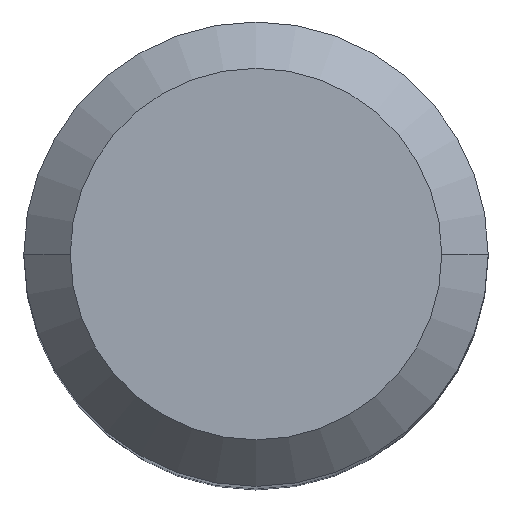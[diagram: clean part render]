
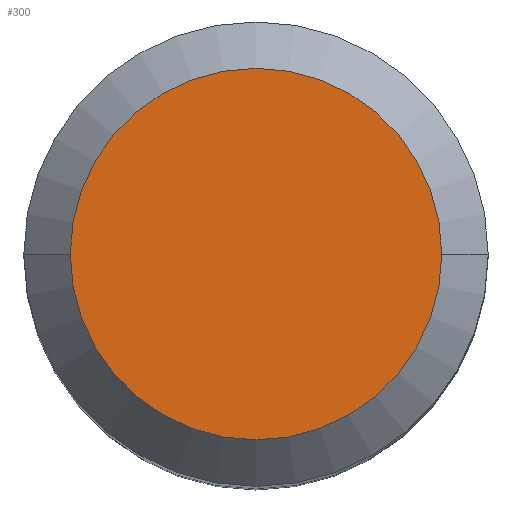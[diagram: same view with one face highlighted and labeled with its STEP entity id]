
A CAD part, top view. The second image highlights one B-rep face of the part: STEP entity #300.
In plain terms, the highlighted planar face has unit normal (0, 0, 1).
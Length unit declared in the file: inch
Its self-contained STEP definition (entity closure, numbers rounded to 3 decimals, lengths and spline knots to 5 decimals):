
#3 = CARTESIAN_POINT ( 'NONE',  ( 0.25196, 0., 0. ) ) ;
#22 = EDGE_CURVE ( 'NONE', #470, #327, #127, .T. ) ;
#27 = ORIENTED_EDGE ( 'NONE', *, *, #68, .T. ) ;
#53 = CARTESIAN_POINT ( 'NONE',  ( 0., 0., 0. ) ) ;
#68 = EDGE_CURVE ( 'NONE', #327, #470, #212, .T. ) ;
#75 = DIRECTION ( 'NONE',  ( 0., 0., -1. ) ) ;
#107 = DIRECTION ( 'NONE',  ( 0., 0., 1. ) ) ;
#113 = FACE_OUTER_BOUND ( 'NONE', #166, .T. ) ;
#127 = CIRCLE ( 'NONE', #331, 0.25196 ) ;
#139 = DIRECTION ( 'NONE',  ( 1., 0., 0. ) ) ;
#166 = EDGE_LOOP ( 'NONE', ( #441, #27 ) ) ;
#212 = CIRCLE ( 'NONE', #402, 0.25196 ) ;
#236 = CARTESIAN_POINT ( 'NONE',  ( 0., 0., 0. ) ) ;
#252 = CARTESIAN_POINT ( 'NONE',  ( 0., 0., 0. ) ) ;
#270 = CARTESIAN_POINT ( 'NONE',  ( -0.25196, 0., 0. ) ) ;
#300 = ADVANCED_FACE ( 'NONE', ( #113 ), #412, .F. ) ;
#304 = DIRECTION ( 'NONE',  ( -1., 0., 0. ) ) ;
#327 = VERTEX_POINT ( 'NONE', #3 ) ;
#331 = AXIS2_PLACEMENT_3D ( 'NONE', #252, #107, #368 ) ;
#332 = AXIS2_PLACEMENT_3D ( 'NONE', #236, #75, #304 ) ;
#368 = DIRECTION ( 'NONE',  ( 1., 0., 0. ) ) ;
#397 = DIRECTION ( 'NONE',  ( 0., 0., 1. ) ) ;
#402 = AXIS2_PLACEMENT_3D ( 'NONE', #53, #397, #139 ) ;
#412 = PLANE ( 'NONE',  #332 ) ;
#441 = ORIENTED_EDGE ( 'NONE', *, *, #22, .T. ) ;
#470 = VERTEX_POINT ( 'NONE', #270 ) ;
